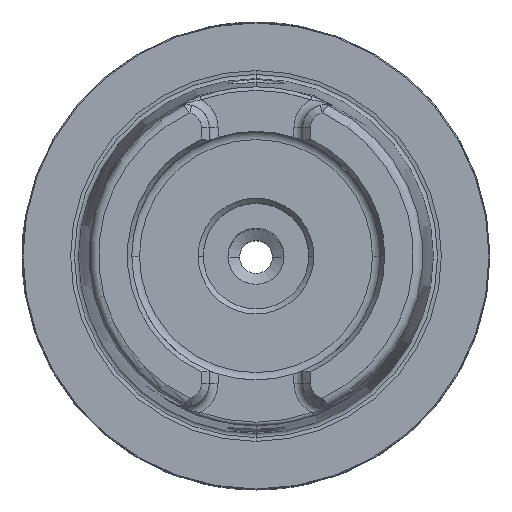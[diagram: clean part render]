
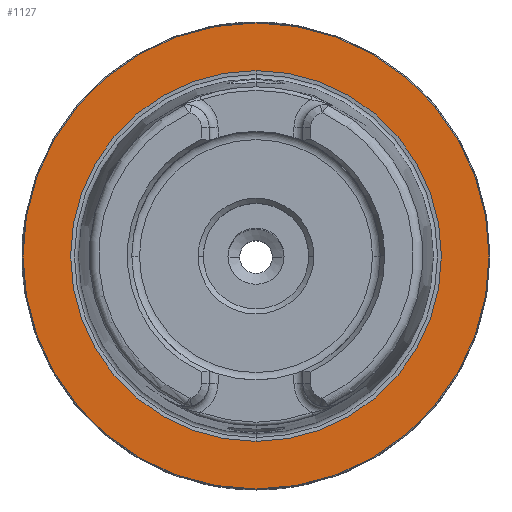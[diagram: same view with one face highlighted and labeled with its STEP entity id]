
A CAD part, top view. The second image highlights one B-rep face of the part: STEP entity #1127.
In plain terms, the highlighted planar face has unit normal (0, 0, 1).
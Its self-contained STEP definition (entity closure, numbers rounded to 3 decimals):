
#17 = ORIENTED_EDGE ( 'NONE', *, *, #437, .T. ) ;
#305 = CIRCLE ( 'NONE', #2430, 49.765 ) ;
#437 = EDGE_CURVE ( 'NONE', #11104, #8264, #5545, .T. ) ;
#571 = CARTESIAN_POINT ( 'NONE',  ( 0., 0., 0. ) ) ;
#664 = ORIENTED_EDGE ( 'NONE', *, *, #1897, .T. ) ;
#688 = CARTESIAN_POINT ( 'NONE',  ( 0., 0., 0. ) ) ;
#1127 = ADVANCED_FACE ( 'NONE', ( #10122, #7830 ), #8842, .T. ) ;
#1435 = DIRECTION ( 'NONE',  ( 0., -1., 0. ) ) ;
#1561 = DIRECTION ( 'NONE',  ( 0., 1., 0. ) ) ;
#1596 = AXIS2_PLACEMENT_3D ( 'NONE', #2147, #2954, #7317 ) ;
#1897 = EDGE_CURVE ( 'NONE', #10285, #8779, #6839, .T. ) ;
#1924 = DIRECTION ( 'NONE',  ( 0., 0., 1. ) ) ;
#1936 = CARTESIAN_POINT ( 'NONE',  ( 0., -49.765, 0. ) ) ;
#2147 = CARTESIAN_POINT ( 'NONE',  ( 0., 0., 0. ) ) ;
#2430 = AXIS2_PLACEMENT_3D ( 'NONE', #571, #6632, #1435 ) ;
#2562 = CIRCLE ( 'NONE', #9949, 39.59 ) ;
#2778 = AXIS2_PLACEMENT_3D ( 'NONE', #3260, #9310, #4131 ) ;
#2954 = DIRECTION ( 'NONE',  ( 0., 0., 1. ) ) ;
#3260 = CARTESIAN_POINT ( 'NONE',  ( 0., 0., 0. ) ) ;
#3318 = EDGE_LOOP ( 'NONE', ( #4672, #664 ) ) ;
#3507 = AXIS2_PLACEMENT_3D ( 'NONE', #7108, #1924, #8011 ) ;
#4131 = DIRECTION ( 'NONE',  ( 0., 1., 0. ) ) ;
#4672 = ORIENTED_EDGE ( 'NONE', *, *, #6758, .T. ) ;
#5545 = CIRCLE ( 'NONE', #1596, 49.765 ) ;
#6632 = DIRECTION ( 'NONE',  ( 0., 0., 1. ) ) ;
#6685 = CARTESIAN_POINT ( 'NONE',  ( 0., 49.765, 0. ) ) ;
#6753 = DIRECTION ( 'NONE',  ( 0., 0., -1. ) ) ;
#6758 = EDGE_CURVE ( 'NONE', #8779, #10285, #2562, .T. ) ;
#6839 = CIRCLE ( 'NONE', #2778, 39.59 ) ;
#7108 = CARTESIAN_POINT ( 'NONE',  ( 0., 49.965, 0. ) ) ;
#7317 = DIRECTION ( 'NONE',  ( 0., -1., 0. ) ) ;
#7518 = CARTESIAN_POINT ( 'NONE',  ( 0., 39.59, 0. ) ) ;
#7523 = EDGE_LOOP ( 'NONE', ( #17, #8156 ) ) ;
#7795 = CARTESIAN_POINT ( 'NONE',  ( 0., -39.59, 0. ) ) ;
#7830 = FACE_BOUND ( 'NONE', #3318, .T. ) ;
#8011 = DIRECTION ( 'NONE',  ( 0., -1., 0. ) ) ;
#8156 = ORIENTED_EDGE ( 'NONE', *, *, #10238, .T. ) ;
#8264 = VERTEX_POINT ( 'NONE', #6685 ) ;
#8779 = VERTEX_POINT ( 'NONE', #7795 ) ;
#8842 = PLANE ( 'NONE',  #3507 ) ;
#9310 = DIRECTION ( 'NONE',  ( 0., 0., -1. ) ) ;
#9949 = AXIS2_PLACEMENT_3D ( 'NONE', #688, #6753, #1561 ) ;
#10122 = FACE_OUTER_BOUND ( 'NONE', #7523, .T. ) ;
#10238 = EDGE_CURVE ( 'NONE', #8264, #11104, #305, .T. ) ;
#10285 = VERTEX_POINT ( 'NONE', #7518 ) ;
#11104 = VERTEX_POINT ( 'NONE', #1936 ) ;
